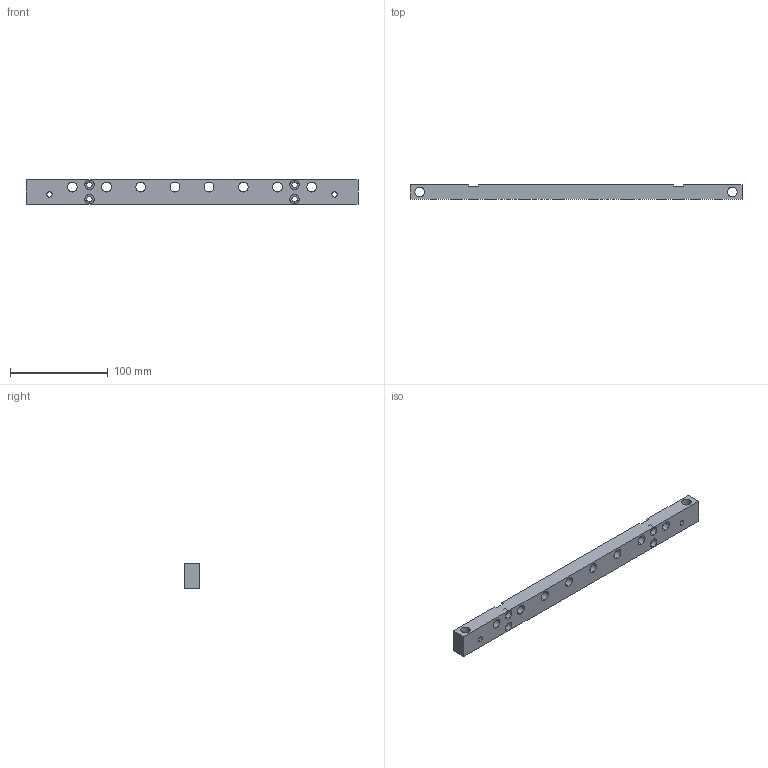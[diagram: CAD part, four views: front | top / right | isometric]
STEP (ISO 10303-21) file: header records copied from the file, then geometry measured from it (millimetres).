
FILE_DESCRIPTION (( 'STEP AP203' ), '1' );
FILE_NAME ('TAE-22001JC-001-41.STEP', '2021-12-21T06:49:16', ( '' ), ( '' ), 'SwSTEP 2.0', 'SolidWorks 2016', '' );
FILE_SCHEMA (( 'CONFIG_CONTROL_DESIGN' ));
Length unit declared in the file: millimetre
Products named in the file (1): TAE-22001JC-001-41
Bounding box: 340 x 15 x 25 mm (x, y, z)
Volume: 106322.6 mm3; surface area: 35120.1 mm2
Topology: 1 solids, 1 shells, 104 faces, 288 edges, 192 vertices
Faces by surface type: cylinder 76, plane 28
Entity records: 3977 total; most frequent: CARTESIAN_POINT 1065, DIRECTION 602, ORIENTED_EDGE 576, EDGE_CURVE 288, AXIS2_PLACEMENT_3D 241, VERTEX_POINT 192, EDGE_LOOP 158, CIRCLE 136
